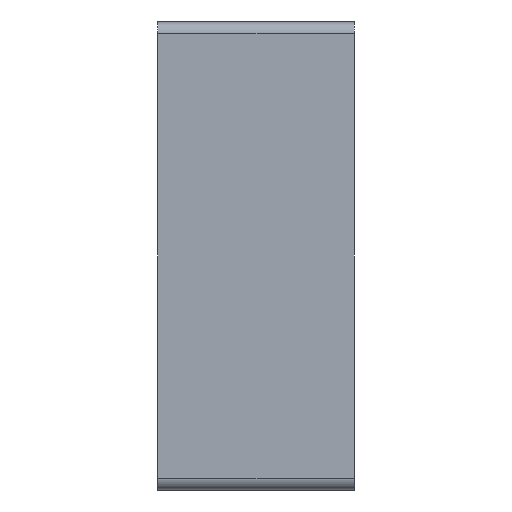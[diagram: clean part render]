
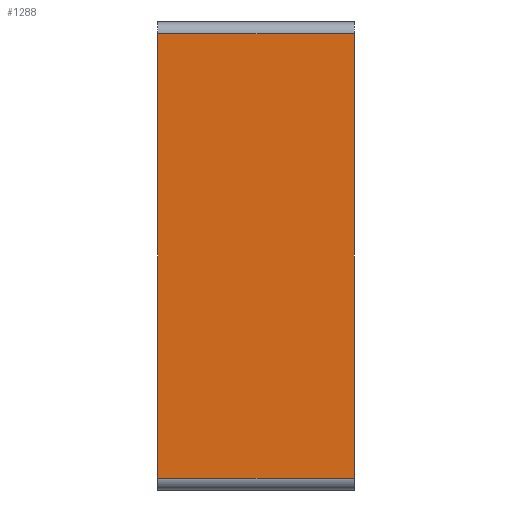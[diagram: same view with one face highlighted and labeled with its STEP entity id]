
A CAD part, left-side view. The second image highlights one B-rep face of the part: STEP entity #1288.
In plain terms, the highlighted planar face has unit normal (-1, 0, 0).
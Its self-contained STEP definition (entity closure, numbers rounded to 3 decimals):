
#1092=CARTESIAN_POINT('',(-527.0,-3.0,113.));
#1093=VERTEX_POINT('',#1092);
#1101=CARTESIAN_POINT('',(-527.0,-3.0,-113.));
#1102=VERTEX_POINT('',#1101);
#1103=CARTESIAN_POINT('',(-527.0,-3.0,113.));
#1104=DIRECTION('',(0.0,0.0,-1.0));
#1105=VECTOR('',#1104,226.0);
#1106=LINE('',#1103,#1105);
#1107=EDGE_CURVE('',#1093,#1102,#1106,.T.);
#1246=CARTESIAN_POINT('',(-527.0,97.0,113.));
#1247=VERTEX_POINT('',#1246);
#1255=CARTESIAN_POINT('',(-527.0,-3.0,113.));
#1256=DIRECTION('',(0.0,1.0,0.0));
#1257=VECTOR('',#1256,100.0);
#1258=LINE('',#1255,#1257);
#1259=EDGE_CURVE('',#1093,#1247,#1258,.T.);
#1265=CARTESIAN_POINT('',(-527.0,0.0,-113.));
#1266=DIRECTION('',(-1.0,0.0,0.0));
#1267=DIRECTION('',(0.0,0.0,1.0));
#1268=AXIS2_PLACEMENT_3D('',#1265,#1266,#1267);
#1269=PLANE('',#1268);
#1270=ORIENTED_EDGE('',*,*,#1259,.T.);
#1271=CARTESIAN_POINT('',(-527.0,97.0,-113.));
#1272=VERTEX_POINT('',#1271);
#1273=CARTESIAN_POINT('',(-527.0,97.0,-113.));
#1274=DIRECTION('',(0.0,0.0,1.0));
#1275=VECTOR('',#1274,226.0);
#1276=LINE('',#1273,#1275);
#1277=EDGE_CURVE('',#1272,#1247,#1276,.T.);
#1278=ORIENTED_EDGE('',*,*,#1277,.F.);
#1279=CARTESIAN_POINT('',(-527.0,-3.0,-113.));
#1280=DIRECTION('',(0.0,1.0,0.0));
#1281=VECTOR('',#1280,100.0);
#1282=LINE('',#1279,#1281);
#1283=EDGE_CURVE('',#1102,#1272,#1282,.T.);
#1284=ORIENTED_EDGE('',*,*,#1283,.F.);
#1285=ORIENTED_EDGE('',*,*,#1107,.F.);
#1286=EDGE_LOOP('',(#1270,#1278,#1284,#1285));
#1287=FACE_OUTER_BOUND('',#1286,.T.);
#1288=ADVANCED_FACE('',(#1287),#1269,.T.);
